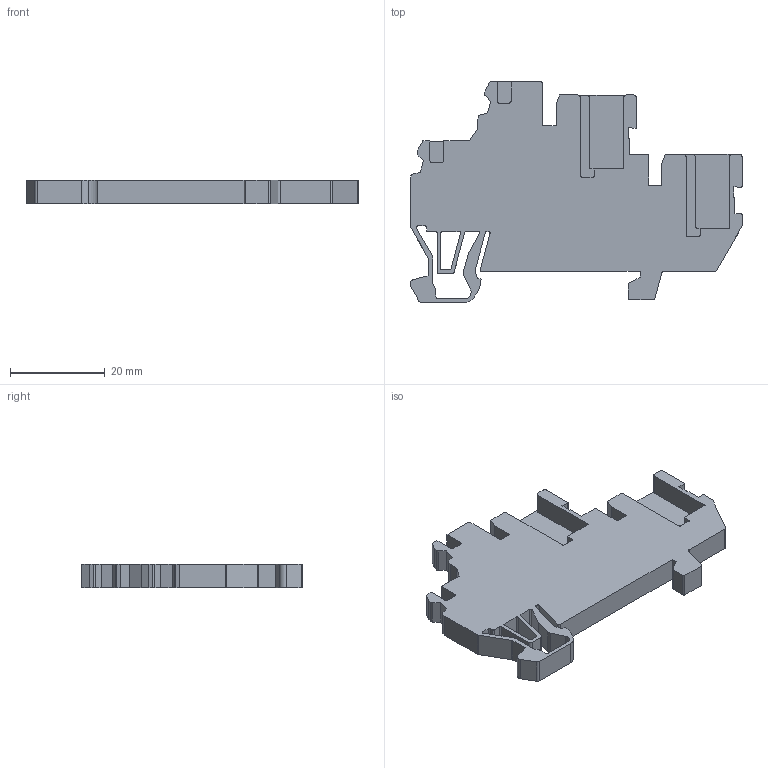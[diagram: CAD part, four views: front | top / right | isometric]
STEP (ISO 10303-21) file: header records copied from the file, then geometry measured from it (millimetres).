
FILE_DESCRIPTION((''),'2;1');
FILE_NAME('PRT0001','2022-11-10T',('ASUS'),(''),'PRO/ENGINEER BY PARAMETRIC TECHNOLOGY CORPORATION, 2013230','PRO/ENGINEER BY PARAMETRIC TECHNOLOGY CORPORATION, 2013230','');
FILE_SCHEMA(('CONFIG_CONTROL_DESIGN'));
Length unit declared in the file: millimetre
Products named in the file (1): PRT0001
Bounding box: 70 x 46.5 x 5 mm (x, y, z)
Volume: 9169.8 mm3; surface area: 6469.2 mm2
Topology: 1 solids, 1 shells, 165 faces, 489 edges, 326 vertices
Faces by surface type: plane 103, cylinder 62
Entity records: 5590 total; most frequent: CARTESIAN_POINT 980, ORIENTED_EDGE 978, DIRECTION 943, EDGE_CURVE 489, VECTOR 365, LINE 365, VERTEX_POINT 326, AXIS2_PLACEMENT_3D 289
